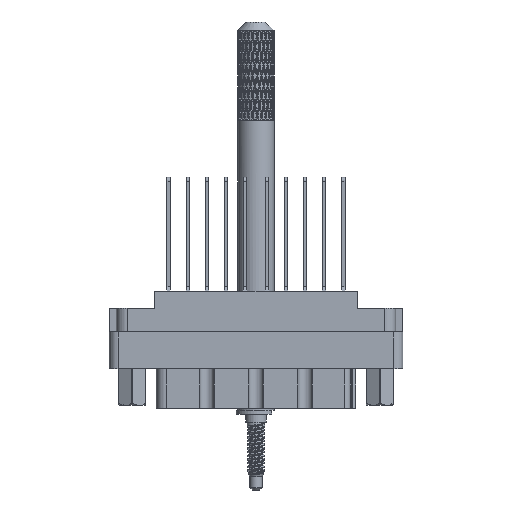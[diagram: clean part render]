
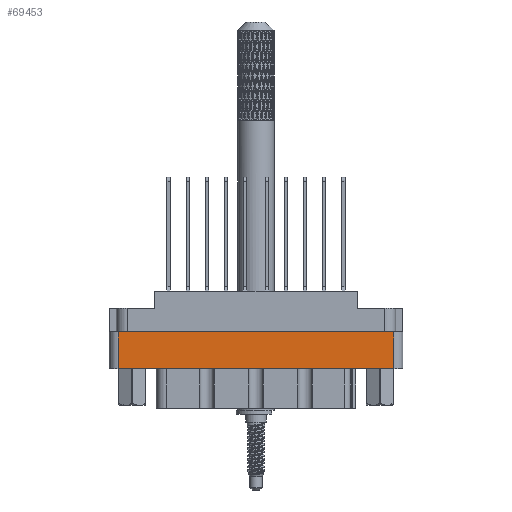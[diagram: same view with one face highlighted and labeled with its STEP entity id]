
A CAD part, front view. The second image highlights one B-rep face of the part: STEP entity #69453.
In plain terms, the highlighted planar face has unit normal (0, -1, 0).
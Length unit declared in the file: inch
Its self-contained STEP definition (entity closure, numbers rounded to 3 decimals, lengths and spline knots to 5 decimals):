
#906 = LINE ( 'NONE', #59246, #10405 ) ;
#2206 = VECTOR ( 'NONE', #85711, 39.37008 ) ;
#9328 = DIRECTION ( 'NONE',  ( -1., 0., 0. ) ) ;
#10405 = VECTOR ( 'NONE', #93540, 39.37008 ) ;
#11881 = PLANE ( 'NONE',  #43219 ) ;
#13581 = EDGE_CURVE ( 'NONE', #86681, #61453, #23533, .T. ) ;
#15878 = ORIENTED_EDGE ( 'NONE', *, *, #13581, .F. ) ;
#18570 = EDGE_CURVE ( 'NONE', #86681, #66150, #906, .T. ) ;
#21380 = EDGE_CURVE ( 'NONE', #95395, #66150, #101913, .T. ) ;
#22732 = LINE ( 'NONE', #41747, #2206 ) ;
#23531 = DIRECTION ( 'NONE',  ( 1., 0., 0. ) ) ;
#23533 = LINE ( 'NONE', #101754, #75432 ) ;
#25480 = CARTESIAN_POINT ( 'NONE',  ( 0., -0.438, -0.529 ) ) ;
#31503 = EDGE_CURVE ( 'NONE', #95395, #61453, #22732, .T. ) ;
#33993 = CARTESIAN_POINT ( 'NONE',  ( 0.938, -0.438, -0.277 ) ) ;
#41747 = CARTESIAN_POINT ( 'NONE',  ( 0.938, -0.438, -0.798 ) ) ;
#43219 = AXIS2_PLACEMENT_3D ( 'NONE', #81406, #55105, #46690 ) ;
#46690 = DIRECTION ( 'NONE',  ( 0., 0., -1. ) ) ;
#55105 = DIRECTION ( 'NONE',  ( 0., -1., 0. ) ) ;
#56633 = EDGE_LOOP ( 'NONE', ( #15878, #94578, #93624, #109599 ) ) ;
#59246 = CARTESIAN_POINT ( 'NONE',  ( -0.938, -0.438, -0.798 ) ) ;
#61453 = VERTEX_POINT ( 'NONE', #33993 ) ;
#66150 = VERTEX_POINT ( 'NONE', #93313 ) ;
#68418 = CARTESIAN_POINT ( 'NONE',  ( 0.938, -0.438, -0.529 ) ) ;
#69453 = ADVANCED_FACE ( 'NONE', ( #79722 ), #11881, .T. ) ;
#75432 = VECTOR ( 'NONE', #23531, 39.37008 ) ;
#79722 = FACE_OUTER_BOUND ( 'NONE', #56633, .T. ) ;
#81406 = CARTESIAN_POINT ( 'NONE',  ( -1., -0.438, -0.798 ) ) ;
#85711 = DIRECTION ( 'NONE',  ( 0., 0., 1. ) ) ;
#86681 = VERTEX_POINT ( 'NONE', #96818 ) ;
#92265 = VECTOR ( 'NONE', #9328, 39.37008 ) ;
#93313 = CARTESIAN_POINT ( 'NONE',  ( -0.938, -0.438, -0.529 ) ) ;
#93540 = DIRECTION ( 'NONE',  ( 0., 0., -1. ) ) ;
#93624 = ORIENTED_EDGE ( 'NONE', *, *, #21380, .F. ) ;
#94578 = ORIENTED_EDGE ( 'NONE', *, *, #18570, .T. ) ;
#95395 = VERTEX_POINT ( 'NONE', #68418 ) ;
#96818 = CARTESIAN_POINT ( 'NONE',  ( -0.938, -0.438, -0.277 ) ) ;
#101754 = CARTESIAN_POINT ( 'NONE',  ( 0., -0.438, -0.277 ) ) ;
#101913 = LINE ( 'NONE', #25480, #92265 ) ;
#109599 = ORIENTED_EDGE ( 'NONE', *, *, #31503, .T. ) ;
